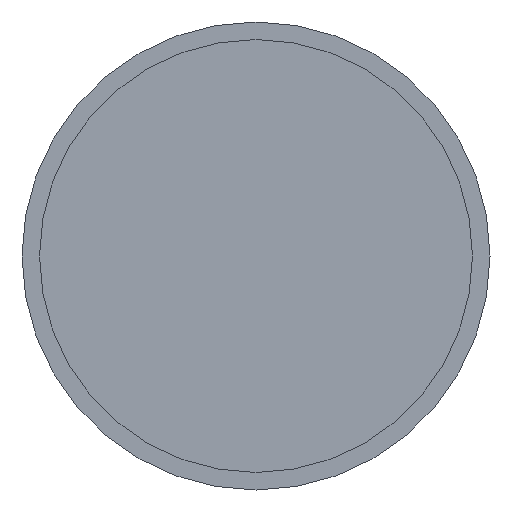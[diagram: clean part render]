
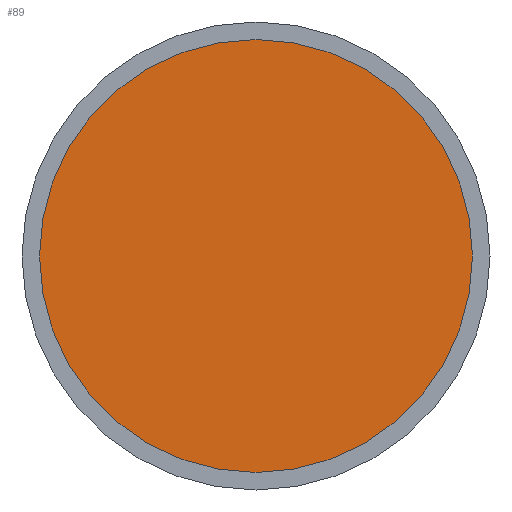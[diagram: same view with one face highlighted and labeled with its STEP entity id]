
A CAD part, front view. The second image highlights one B-rep face of the part: STEP entity #89.
In plain terms, the highlighted planar face has unit normal (0, -1, 0).
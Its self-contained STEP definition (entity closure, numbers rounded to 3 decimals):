
#89 = ADVANCED_FACE( '', ( #186 ), #187, .F. );
#186 = FACE_OUTER_BOUND( '', #309, .T. );
#187 = PLANE( '', #310 );
#309 = EDGE_LOOP( '', ( #456 ) );
#310 = AXIS2_PLACEMENT_3D( '', #457, #458, #459 );
#456 = ORIENTED_EDGE( '', *, *, #512, .T. );
#457 = CARTESIAN_POINT( '', ( 46.25, -3., 0. ) );
#458 = DIRECTION( '', ( 0., 1., 0. ) );
#459 = DIRECTION( '', ( 0., 0., 1. ) );
#512 = EDGE_CURVE( '', #591, #591, #592, .T. );
#591 = VERTEX_POINT( '', #682 );
#592 = CIRCLE( '', #683, 46.25 );
#682 = CARTESIAN_POINT( '', ( 0., -3., -46.25 ) );
#683 = AXIS2_PLACEMENT_3D( '', #767, #768, #769 );
#767 = CARTESIAN_POINT( '', ( 0., -3., 0. ) );
#768 = DIRECTION( '', ( 0., -1., 0. ) );
#769 = DIRECTION( '', ( 0., 0., -1. ) );
